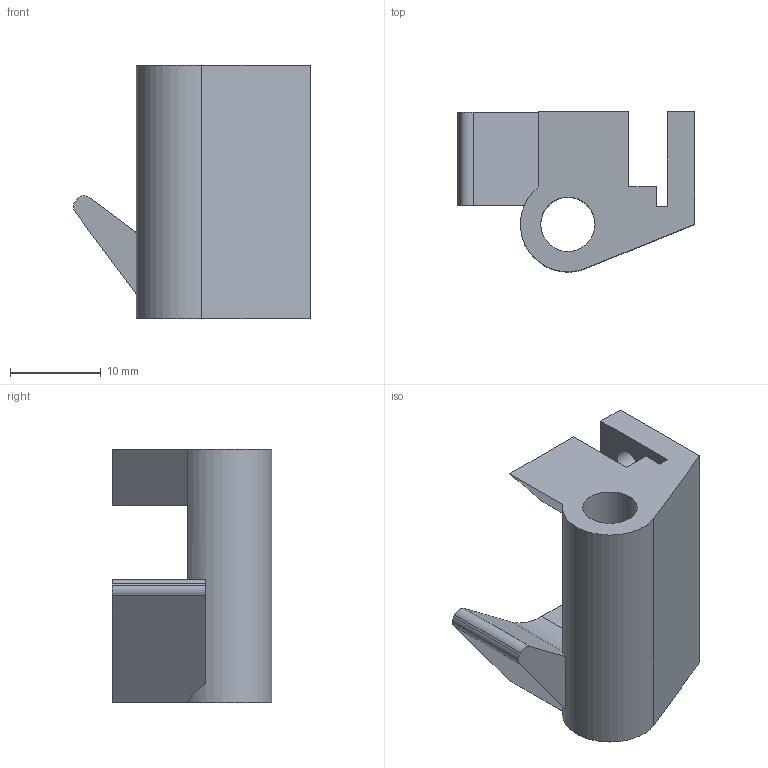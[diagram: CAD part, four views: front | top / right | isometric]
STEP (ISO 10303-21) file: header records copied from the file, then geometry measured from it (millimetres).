
FILE_DESCRIPTION(/* description */ (''),/* implementation_level */ '2;1');
FILE_NAME(/* name */ 'RotateXT60Mount.step',/* time_stamp */ '2023-12-25T18:40:26-05:00',/* author */ (''),/* organization */ (''),/* preprocessor_version */ 'ST-DEVELOPER v20',/* originating_system */ 'Autodesk Translation Framework v12.14.0.127',/* authorisation */ '');
FILE_SCHEMA (('AUTOMOTIVE_DESIGN { 1 0 10303 214 3 1 1 }'));
Length unit declared in the file: millimetre
Products named in the file (1): rotatemount
Bounding box: 26.2 x 17.67 x 28 mm (x, y, z)
Volume: 4589.7 mm3; surface area: 3445.9 mm2
Topology: 1 solids, 1 shells, 37 faces, 96 edges, 63 vertices
Faces by surface type: plane 28, cylinder 9
Full cylindrical faces by diameter (mm): 3.125 x4, 6 x1
Entity records: 1171 total; most frequent: CARTESIAN_POINT 197, ORIENTED_EDGE 192, DIRECTION 192, EDGE_CURVE 96, LINE 76, VECTOR 76, VERTEX_POINT 63, AXIS2_PLACEMENT_3D 58
